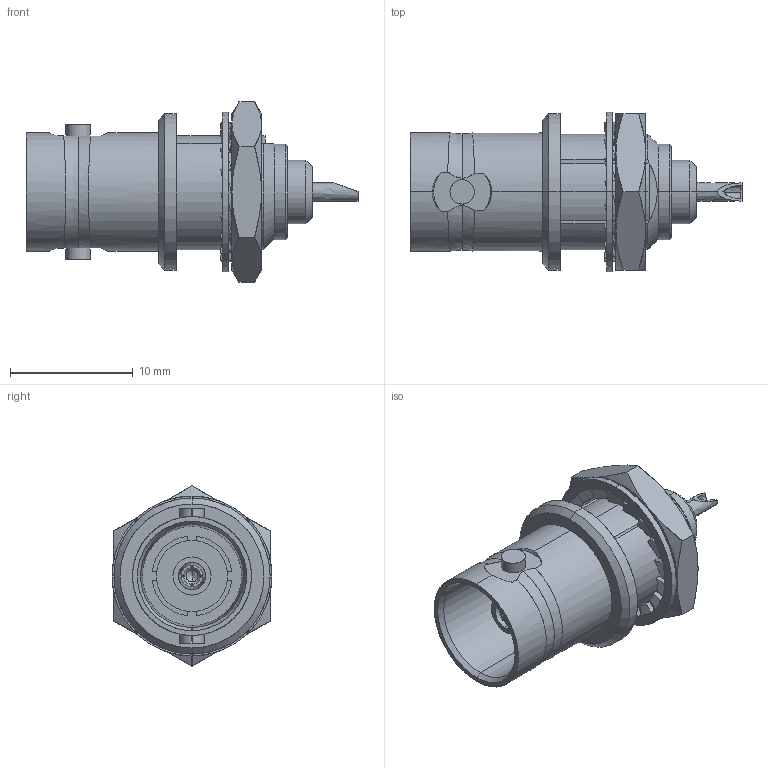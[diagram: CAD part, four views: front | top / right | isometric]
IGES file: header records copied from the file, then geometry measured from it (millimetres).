
Start section: SolidWorks IGES file using analytic representation for surfaces
Global section: file name: R142.562.000D.IGS; native system: SolidWorks 2006 by SolidWorks Corporation; preprocessor: SolidWorks 2006 by SolidWorks Corporation; author: huang_v; date: 080411.110146; units: millimetre
Bounding box: 27 x 13 x 14.66 mm (x, y, z)
Surface area: 1769.7 mm2 (no closed solid volume)
Topology: 0 solids, 0 shells, 326 faces, 3245 edges, 3241 vertices
Faces by surface type: revolution 186, bspline 140
